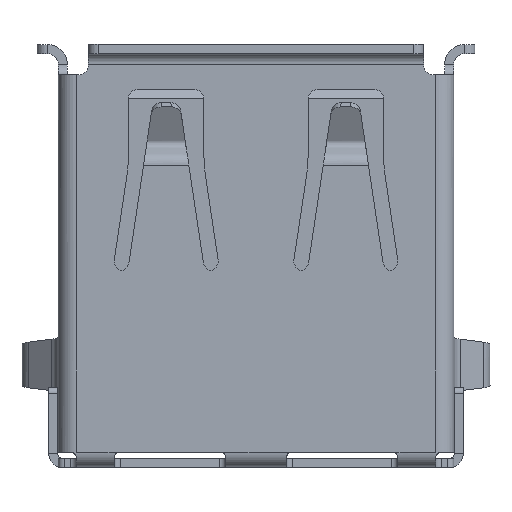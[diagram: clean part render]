
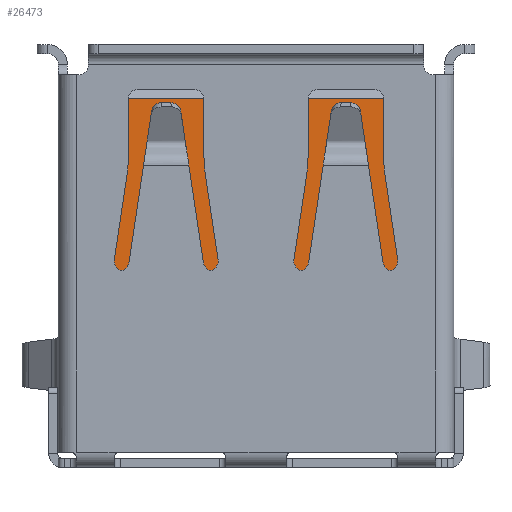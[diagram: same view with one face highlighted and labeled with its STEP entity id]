
A CAD part, top view. The second image highlights one B-rep face of the part: STEP entity #26473.
In plain terms, the highlighted planar face has unit normal (0, 0, 1).
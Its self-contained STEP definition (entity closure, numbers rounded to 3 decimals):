
#141 = DIRECTION ( 'NONE',  ( 0., -1., 0. ) ) ;
#1296 = LINE ( 'NONE', #13920, #30650 ) ;
#1372 = VERTEX_POINT ( 'NONE', #22060 ) ;
#2657 = CARTESIAN_POINT ( 'NONE',  ( 5.3, -11.1, 6. ) ) ;
#3074 = ORIENTED_EDGE ( 'NONE', *, *, #30471, .T. ) ;
#3409 = CARTESIAN_POINT ( 'NONE',  ( -5.5, -3.1, 6. ) ) ;
#3797 = EDGE_CURVE ( 'NONE', #6624, #18195, #25915, .T. ) ;
#4053 = ORIENTED_EDGE ( 'NONE', *, *, #16210, .T. ) ;
#6165 = DIRECTION ( 'NONE',  ( 1., 0., 0. ) ) ;
#6624 = VERTEX_POINT ( 'NONE', #24124 ) ;
#6706 = CARTESIAN_POINT ( 'NONE',  ( 5.3, -3.1, 6. ) ) ;
#6963 = FACE_OUTER_BOUND ( 'NONE', #19260, .T. ) ;
#9455 = EDGE_CURVE ( 'NONE', #18195, #1372, #16536, .T. ) ;
#10264 = CARTESIAN_POINT ( 'NONE',  ( -5.3, -11.1, 6. ) ) ;
#10584 = CARTESIAN_POINT ( 'NONE',  ( -5.3, -10.1, 6. ) ) ;
#10928 = VECTOR ( 'NONE', #19412, 1000. ) ;
#11277 = VECTOR ( 'NONE', #141, 1000. ) ;
#12670 = PLANE ( 'NONE',  #30888 ) ;
#13920 = CARTESIAN_POINT ( 'NONE',  ( 5.5, -10.1, 6. ) ) ;
#14645 = VECTOR ( 'NONE', #23706, 1000. ) ;
#16210 = EDGE_CURVE ( 'NONE', #30496, #6624, #1296, .T. ) ;
#16536 = LINE ( 'NONE', #3409, #10928 ) ;
#18195 = VERTEX_POINT ( 'NONE', #6706 ) ;
#18401 = DIRECTION ( 'NONE',  ( -1., 0., 0. ) ) ;
#19260 = EDGE_LOOP ( 'NONE', ( #4053, #20240, #20301, #3074 ) ) ;
#19412 = DIRECTION ( 'NONE',  ( -1., 0., 0. ) ) ;
#20240 = ORIENTED_EDGE ( 'NONE', *, *, #3797, .T. ) ;
#20301 = ORIENTED_EDGE ( 'NONE', *, *, #9455, .T. ) ;
#22060 = CARTESIAN_POINT ( 'NONE',  ( -5.3, -3.1, 6. ) ) ;
#23220 = LINE ( 'NONE', #10264, #11277 ) ;
#23706 = DIRECTION ( 'NONE',  ( 0., 1., 0. ) ) ;
#24124 = CARTESIAN_POINT ( 'NONE',  ( 5.3, -10.1, 6. ) ) ;
#25915 = LINE ( 'NONE', #2657, #14645 ) ;
#26473 = ADVANCED_FACE ( 'NONE', ( #6963 ), #12670, .F. ) ;
#28344 = CARTESIAN_POINT ( 'NONE',  ( -5.5, -11.1, 6. ) ) ;
#30471 = EDGE_CURVE ( 'NONE', #1372, #30496, #23220, .T. ) ;
#30496 = VERTEX_POINT ( 'NONE', #10584 ) ;
#30650 = VECTOR ( 'NONE', #6165, 1000. ) ;
#30888 = AXIS2_PLACEMENT_3D ( 'NONE', #28344, #31033, #18401 ) ;
#31033 = DIRECTION ( 'NONE',  ( 0., 0., -1. ) ) ;
